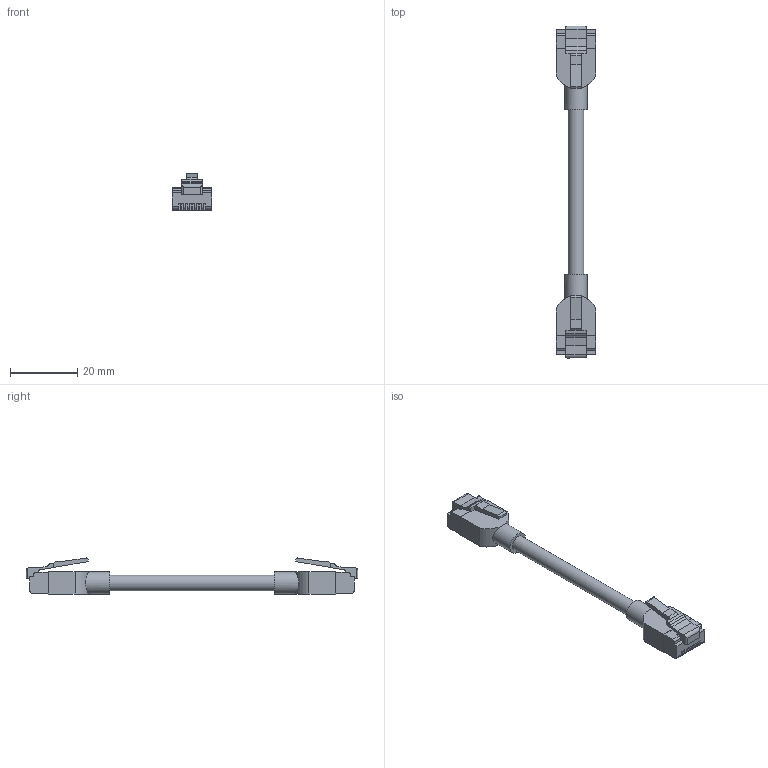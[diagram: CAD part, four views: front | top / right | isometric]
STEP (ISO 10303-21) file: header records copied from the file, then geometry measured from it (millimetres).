
FILE_DESCRIPTION(/* description */ (''),/* implementation_level */ '2;1');
FILE_NAME(/* name */ 'IE-RJ45SLS8-m-IE-RJ45SLS8.stp',/* time_stamp */ '2018-07-19T09:51:30+02:00',/* author */ (''),/* organization */ (''),/* preprocessor_version */ 'ST-DEVELOPER v16',/* originating_system */ 'SIEMENS PLM Software NX 10.0',/* authorisation */ '');
FILE_SCHEMA (('AUTOMOTIVE_DESIGN { 1 0 10303 214 3 1 1 1 }'));
Length unit declared in the file: millimetre
Products named in the file (1): IE-RJ45SLS8-m-IE-RJ45SLS8
Bounding box: 11.75 x 98.8 x 10.71 mm (x, y, z)
Volume: 3869.5 mm3; surface area: 3146.3 mm2
Topology: 1 solids, 1 shells, 175 faces, 498 edges, 329 vertices
Faces by surface type: plane 130, cylinder 45
Full cylindrical faces by diameter (mm): 4.6 x1, 6.6 x2
Entity records: 5808 total; most frequent: CARTESIAN_POINT 1178, ORIENTED_EDGE 988, DIRECTION 922, EDGE_CURVE 494, LINE 402, VECTOR 402, VERTEX_POINT 328, AXIS2_PLACEMENT_3D 260
